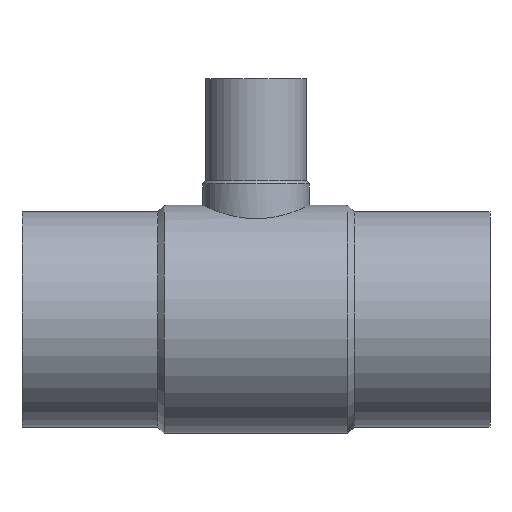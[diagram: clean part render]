
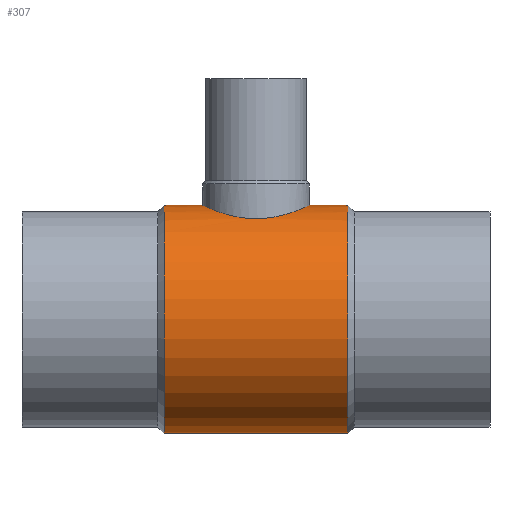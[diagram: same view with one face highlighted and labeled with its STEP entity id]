
A CAD part, top view. The second image highlights one B-rep face of the part: STEP entity #307.
In plain terms, the highlighted cylindrical face has radius 84.75 mm (diameter 169.5 mm), a partial arc.
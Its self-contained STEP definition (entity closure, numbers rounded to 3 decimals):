
#145 = EDGE_CURVE( '', #205, #231, #372, .T. );
#181 = VERTEX_POINT( '', #411 );
#205 = VERTEX_POINT( '', #438 );
#209 = VERTEX_POINT( '', #442 );
#231 = VERTEX_POINT( '', #466 );
#233 = VERTEX_POINT( '', #468 );
#239 = EDGE_CURVE( '', #259, #231, #474, .T. );
#259 = VERTEX_POINT( '', #496 );
#265 = EDGE_CURVE( '', #205, #233, #504, .T. );
#307 = ADVANCED_FACE( '', ( #554 ), #555, .T. );
#309 = EDGE_CURVE( '', #181, #209, #557, .T. );
#325 = EDGE_CURVE( '', #209, #259, #576, .T. );
#335 = EDGE_CURVE( '', #233, #181, #588, .T. );
#372 = CIRCLE( '', #650, 84.75 );
#411 = CARTESIAN_POINT( '', ( -105.75, 84.75, 0. ) );
#438 = CARTESIAN_POINT( '', ( -242.25, -84.75, 0. ) );
#442 = CARTESIAN_POINT( '', ( -134.25, 84.75, 0. ) );
#466 = CARTESIAN_POINT( '', ( -242.25, 84.75, 0. ) );
#468 = CARTESIAN_POINT( '', ( -105.75, -84.75, 0. ) );
#474 = LINE( '', #884, #885 );
#496 = CARTESIAN_POINT( '', ( -213.75, 84.75, 0. ) );
#504 = LINE( '', #955, #956 );
#554 = FACE_OUTER_BOUND( '', #1053, .T. );
#555 = CYLINDRICAL_SURFACE( '', #1054, 84.75 );
#557 = LINE( '', #1057, #1058 );
#576 = B_SPLINE_CURVE_WITH_KNOTS( '', 3, ( #1081, #1082, #1083, #1084, #1085, #1086, #1087, #1088, #1089, #1090, #1091, #1092, #1093, #1094, #1095, #1096, #1097, #1098, #1099, #1100, #1101, #1102, #1103, #1104, #1105, #1106, #1107, #1108, #1109, #1110, #1111, #1112, #1113, #1114, #1115, #1116, #1117, #1118, #1119, #1120, #1121, #1122, #1123, #1124, #1125, #1126, #1127, #1128, #1129, #1130, #1131, #1132, #1133, #1134, #1135, #1136, #1137, #1138, #1139, #1140, #1141, #1142, #1143, #1144, #1145, #1146 ), .UNSPECIFIED., .F., .F., ( 4, 2, 2, 2, 2, 2, 2, 2, 2, 2, 2, 2, 2, 2, 2, 2, 2, 2, 2, 2, 2, 2, 2, 2, 2, 2, 2, 2, 2, 2, 2, 2, 4 ), ( 60.952, 64.757, 68.563, 72.368, 76.174, 79.98, 83.785, 87.591, 91.396, 95.21, 99.023, 102.837, 106.65, 110.463, 114.277, 118.09, 121.903, 125.717, 129.53, 133.344, 137.157, 140.97, 144.784, 148.597, 152.41, 156.216, 160.022, 163.827, 167.633, 171.438, 175.244, 179.05, 182.855 ), .UNSPECIFIED. );
#588 = CIRCLE( '', #1163, 84.75 );
#650 = AXIS2_PLACEMENT_3D( '', #1180, #1181, #1182 );
#884 = CARTESIAN_POINT( '', ( -174., 84.75, 0. ) );
#885 = VECTOR( '', #1299, 1. );
#955 = CARTESIAN_POINT( '', ( -174., -84.75, 0. ) );
#956 = VECTOR( '', #1329, 1. );
#1053 = EDGE_LOOP( '', ( #1402, #1403, #1404, #1405, #1406, #1407 ) );
#1054 = AXIS2_PLACEMENT_3D( '', #1408, #1409, #1410 );
#1057 = CARTESIAN_POINT( '', ( -174., 84.75, 0. ) );
#1058 = VECTOR( '', #1411, 1. );
#1081 = CARTESIAN_POINT( '', ( -134.25, 84.75, 0. ) );
#1082 = CARTESIAN_POINT( '', ( -134.25, 84.75, 1.269 ) );
#1083 = CARTESIAN_POINT( '', ( -134.311, 84.721, 2.556 ) );
#1084 = CARTESIAN_POINT( '', ( -134.563, 84.604, 5.142 ) );
#1085 = CARTESIAN_POINT( '', ( -134.753, 84.515, 6.441 ) );
#1086 = CARTESIAN_POINT( '', ( -135.266, 84.278, 9.026 ) );
#1087 = CARTESIAN_POINT( '', ( -135.588, 84.13, 10.313 ) );
#1088 = CARTESIAN_POINT( '', ( -136.361, 83.78, 12.849 ) );
#1089 = CARTESIAN_POINT( '', ( -136.811, 83.578, 14.099 ) );
#1090 = CARTESIAN_POINT( '', ( -137.832, 83.129, 16.543 ) );
#1091 = CARTESIAN_POINT( '', ( -138.402, 82.882, 17.737 ) );
#1092 = CARTESIAN_POINT( '', ( -139.653, 82.352, 20.051 ) );
#1093 = CARTESIAN_POINT( '', ( -140.332, 82.07, 21.172 ) );
#1094 = CARTESIAN_POINT( '', ( -141.785, 81.485, 23.322 ) );
#1095 = CARTESIAN_POINT( '', ( -142.558, 81.182, 24.353 ) );
#1096 = CARTESIAN_POINT( '', ( -144.176, 80.569, 26.31 ) );
#1097 = CARTESIAN_POINT( '', ( -145.022, 80.259, 27.237 ) );
#1098 = CARTESIAN_POINT( '', ( -146.765, 79.647, 28.98 ) );
#1099 = CARTESIAN_POINT( '', ( -147.693, 79.333, 29.827 ) );
#1100 = CARTESIAN_POINT( '', ( -149.652, 78.705, 31.446 ) );
#1101 = CARTESIAN_POINT( '', ( -150.683, 78.391, 32.219 ) );
#1102 = CARTESIAN_POINT( '', ( -152.833, 77.778, 33.671 ) );
#1103 = CARTESIAN_POINT( '', ( -153.953, 77.48, 34.35 ) );
#1104 = CARTESIAN_POINT( '', ( -156.265, 76.914, 35.599 ) );
#1105 = CARTESIAN_POINT( '', ( -157.458, 76.647, 36.169 ) );
#1106 = CARTESIAN_POINT( '', ( -159.899, 76.157, 37.188 ) );
#1107 = CARTESIAN_POINT( '', ( -161.148, 75.935, 37.638 ) );
#1108 = CARTESIAN_POINT( '', ( -163.682, 75.547, 38.41 ) );
#1109 = CARTESIAN_POINT( '', ( -164.968, 75.382, 38.733 ) );
#1110 = CARTESIAN_POINT( '', ( -167.552, 75.116, 39.246 ) );
#1111 = CARTESIAN_POINT( '', ( -168.852, 75.016, 39.437 ) );
#1112 = CARTESIAN_POINT( '', ( -171.44, 74.882, 39.689 ) );
#1113 = CARTESIAN_POINT( '', ( -172.729, 74.85, 39.75 ) );
#1114 = CARTESIAN_POINT( '', ( -175.271, 74.85, 39.75 ) );
#1115 = CARTESIAN_POINT( '', ( -176.56, 74.882, 39.689 ) );
#1116 = CARTESIAN_POINT( '', ( -179.148, 75.016, 39.437 ) );
#1117 = CARTESIAN_POINT( '', ( -180.448, 75.116, 39.246 ) );
#1118 = CARTESIAN_POINT( '', ( -183.032, 75.382, 38.733 ) );
#1119 = CARTESIAN_POINT( '', ( -184.318, 75.547, 38.41 ) );
#1120 = CARTESIAN_POINT( '', ( -186.852, 75.935, 37.638 ) );
#1121 = CARTESIAN_POINT( '', ( -188.101, 76.157, 37.188 ) );
#1122 = CARTESIAN_POINT( '', ( -190.542, 76.647, 36.169 ) );
#1123 = CARTESIAN_POINT( '', ( -191.735, 76.914, 35.599 ) );
#1124 = CARTESIAN_POINT( '', ( -194.047, 77.48, 34.35 ) );
#1125 = CARTESIAN_POINT( '', ( -195.167, 77.778, 33.671 ) );
#1126 = CARTESIAN_POINT( '', ( -197.317, 78.391, 32.219 ) );
#1127 = CARTESIAN_POINT( '', ( -198.348, 78.705, 31.446 ) );
#1128 = CARTESIAN_POINT( '', ( -200.307, 79.333, 29.827 ) );
#1129 = CARTESIAN_POINT( '', ( -201.235, 79.647, 28.98 ) );
#1130 = CARTESIAN_POINT( '', ( -202.978, 80.259, 27.237 ) );
#1131 = CARTESIAN_POINT( '', ( -203.824, 80.569, 26.31 ) );
#1132 = CARTESIAN_POINT( '', ( -205.442, 81.182, 24.353 ) );
#1133 = CARTESIAN_POINT( '', ( -206.215, 81.485, 23.322 ) );
#1134 = CARTESIAN_POINT( '', ( -207.668, 82.07, 21.172 ) );
#1135 = CARTESIAN_POINT( '', ( -208.347, 82.352, 20.051 ) );
#1136 = CARTESIAN_POINT( '', ( -209.598, 82.882, 17.737 ) );
#1137 = CARTESIAN_POINT( '', ( -210.168, 83.129, 16.543 ) );
#1138 = CARTESIAN_POINT( '', ( -211.189, 83.578, 14.099 ) );
#1139 = CARTESIAN_POINT( '', ( -211.639, 83.78, 12.849 ) );
#1140 = CARTESIAN_POINT( '', ( -212.412, 84.13, 10.313 ) );
#1141 = CARTESIAN_POINT( '', ( -212.734, 84.278, 9.026 ) );
#1142 = CARTESIAN_POINT( '', ( -213.247, 84.515, 6.441 ) );
#1143 = CARTESIAN_POINT( '', ( -213.437, 84.604, 5.142 ) );
#1144 = CARTESIAN_POINT( '', ( -213.689, 84.721, 2.556 ) );
#1145 = CARTESIAN_POINT( '', ( -213.75, 84.75, 1.269 ) );
#1146 = CARTESIAN_POINT( '', ( -213.75, 84.75, 0. ) );
#1163 = AXIS2_PLACEMENT_3D( '', #1450, #1451, #1452 );
#1180 = CARTESIAN_POINT( '', ( -242.25, 0., 0. ) );
#1181 = DIRECTION( '', ( -1., 0., 0. ) );
#1182 = DIRECTION( '', ( 0., 1., 0. ) );
#1299 = DIRECTION( '', ( -1., 0., 0. ) );
#1329 = DIRECTION( '', ( 1., 0., 0. ) );
#1402 = ORIENTED_EDGE( '', *, *, #309, .T. );
#1403 = ORIENTED_EDGE( '', *, *, #325, .T. );
#1404 = ORIENTED_EDGE( '', *, *, #239, .T. );
#1405 = ORIENTED_EDGE( '', *, *, #145, .F. );
#1406 = ORIENTED_EDGE( '', *, *, #265, .T. );
#1407 = ORIENTED_EDGE( '', *, *, #335, .T. );
#1408 = CARTESIAN_POINT( '', ( -174., 0., 0. ) );
#1409 = DIRECTION( '', ( 1., 0., 0. ) );
#1410 = DIRECTION( '', ( 0., 1., 0. ) );
#1411 = DIRECTION( '', ( -1., 0., 0. ) );
#1450 = CARTESIAN_POINT( '', ( -105.75, 0., 0. ) );
#1451 = DIRECTION( '', ( -1., 0., 0. ) );
#1452 = DIRECTION( '', ( 0., 1., 0. ) );
